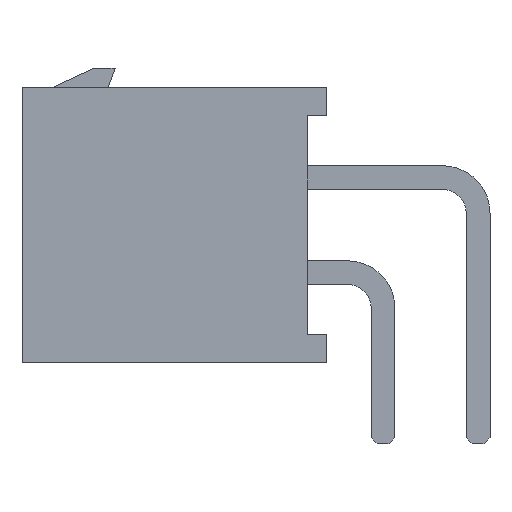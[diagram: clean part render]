
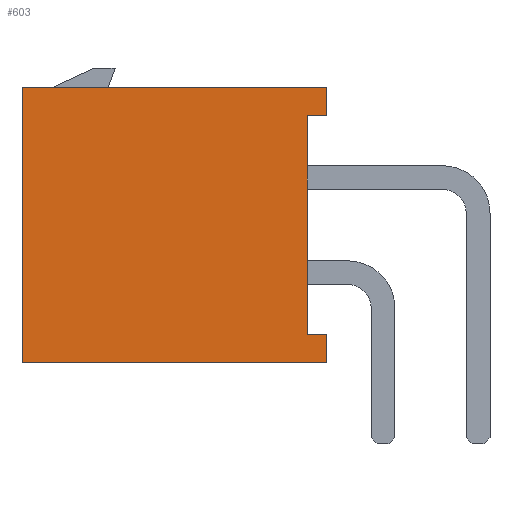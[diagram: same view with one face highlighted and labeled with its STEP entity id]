
A CAD part, left-side view. The second image highlights one B-rep face of the part: STEP entity #603.
In plain terms, the highlighted planar face has unit normal (-1, 0, 0).
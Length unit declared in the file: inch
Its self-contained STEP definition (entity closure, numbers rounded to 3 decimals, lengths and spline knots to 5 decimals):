
#603 = ADVANCED_FACE( '', ( #1210 ), #1211, .F. );
#1210 = FACE_OUTER_BOUND( '', #1828, .T. );
#1211 = PLANE( '', #1829 );
#1828 = EDGE_LOOP( '', ( #3593, #3594, #3595, #3596, #3597, #3598, #3599, #3600 ) );
#1829 = AXIS2_PLACEMENT_3D( '', #3601, #3602, #3603 );
#3593 = ORIENTED_EDGE( '', *, *, #4610, .F. );
#3594 = ORIENTED_EDGE( '', *, *, #4582, .F. );
#3595 = ORIENTED_EDGE( '', *, *, #4573, .F. );
#3596 = ORIENTED_EDGE( '', *, *, #4388, .F. );
#3597 = ORIENTED_EDGE( '', *, *, #4364, .F. );
#3598 = ORIENTED_EDGE( '', *, *, #4017, .F. );
#3599 = ORIENTED_EDGE( '', *, *, #4570, .F. );
#3600 = ORIENTED_EDGE( '', *, *, #4476, .F. );
#3601 = CARTESIAN_POINT( '', ( -0.18, 0., 0. ) );
#3602 = DIRECTION( '', ( 1., 0., 0. ) );
#3603 = DIRECTION( '', ( 0., 0., -1. ) );
#4017 = EDGE_CURVE( '', #4890, #4892, #4893, .T. );
#4364 = EDGE_CURVE( '', #4892, #5456, #5457, .T. );
#4388 = EDGE_CURVE( '', #5456, #5496, #5497, .T. );
#4476 = EDGE_CURVE( '', #5621, #5623, #5624, .T. );
#4570 = EDGE_CURVE( '', #5623, #4890, #5741, .T. );
#4573 = EDGE_CURVE( '', #5496, #5745, #5746, .T. );
#4582 = EDGE_CURVE( '', #5745, #5754, #5757, .T. );
#4610 = EDGE_CURVE( '', #5754, #5621, #5786, .T. );
#4890 = VERTEX_POINT( '', #6154 );
#4892 = VERTEX_POINT( '', #6157 );
#4893 = LINE( '', #6158, #6159 );
#5456 = VERTEX_POINT( '', #6994 );
#5457 = LINE( '', #6995, #6996 );
#5496 = VERTEX_POINT( '', #7056 );
#5497 = LINE( '', #7057, #7058 );
#5621 = VERTEX_POINT( '', #7245 );
#5623 = VERTEX_POINT( '', #7248 );
#5624 = LINE( '', #7249, #7250 );
#5741 = LINE( '', #7425, #7426 );
#5745 = VERTEX_POINT( '', #7431 );
#5746 = LINE( '', #7432, #7433 );
#5754 = VERTEX_POINT( '', #7445 );
#5757 = LINE( '', #7450, #7451 );
#5786 = LINE( '', #7500, #7501 );
#6154 = CARTESIAN_POINT( '', ( -0.18, 0., 0.115 ) );
#6157 = CARTESIAN_POINT( '', ( -0.18, 0.02, 0.115 ) );
#6158 = CARTESIAN_POINT( '', ( -0.18, 0., 0.115 ) );
#6159 = VECTOR( '', #7726, 39.37008 );
#6994 = CARTESIAN_POINT( '', ( -0.18, 0.02, -0.115 ) );
#6995 = CARTESIAN_POINT( '', ( -0.18, 0.02, 0.115 ) );
#6996 = VECTOR( '', #8020, 39.37008 );
#7056 = CARTESIAN_POINT( '', ( -0.18, 0., -0.115 ) );
#7057 = CARTESIAN_POINT( '', ( -0.18, 0.02, -0.115 ) );
#7058 = VECTOR( '', #8042, 39.37008 );
#7245 = CARTESIAN_POINT( '', ( -0.18, 0.32, 0.145 ) );
#7248 = CARTESIAN_POINT( '', ( -0.18, 0., 0.145 ) );
#7249 = CARTESIAN_POINT( '', ( -0.18, 0.32, 0.145 ) );
#7250 = VECTOR( '', #8116, 39.37008 );
#7425 = CARTESIAN_POINT( '', ( -0.18, 0., 0.145 ) );
#7426 = VECTOR( '', #8190, 39.37008 );
#7431 = CARTESIAN_POINT( '', ( -0.18, 0., -0.145 ) );
#7432 = CARTESIAN_POINT( '', ( -0.18, 0., -0.115 ) );
#7433 = VECTOR( '', #8192, 39.37008 );
#7445 = CARTESIAN_POINT( '', ( -0.18, 0.32, -0.145 ) );
#7450 = CARTESIAN_POINT( '', ( -0.18, 0., -0.145 ) );
#7451 = VECTOR( '', #8199, 39.37008 );
#7500 = CARTESIAN_POINT( '', ( -0.18, 0.32, -0.145 ) );
#7501 = VECTOR( '', #8220, 39.37008 );
#7726 = DIRECTION( '', ( 0., 1., 0. ) );
#8020 = DIRECTION( '', ( 0., 0., -1. ) );
#8042 = DIRECTION( '', ( 0., -1., 0. ) );
#8116 = DIRECTION( '', ( 0., -1., 0. ) );
#8190 = DIRECTION( '', ( 0., 0., -1. ) );
#8192 = DIRECTION( '', ( 0., 0., -1. ) );
#8199 = DIRECTION( '', ( 0., 1., 0. ) );
#8220 = DIRECTION( '', ( 0., 0., 1. ) );
